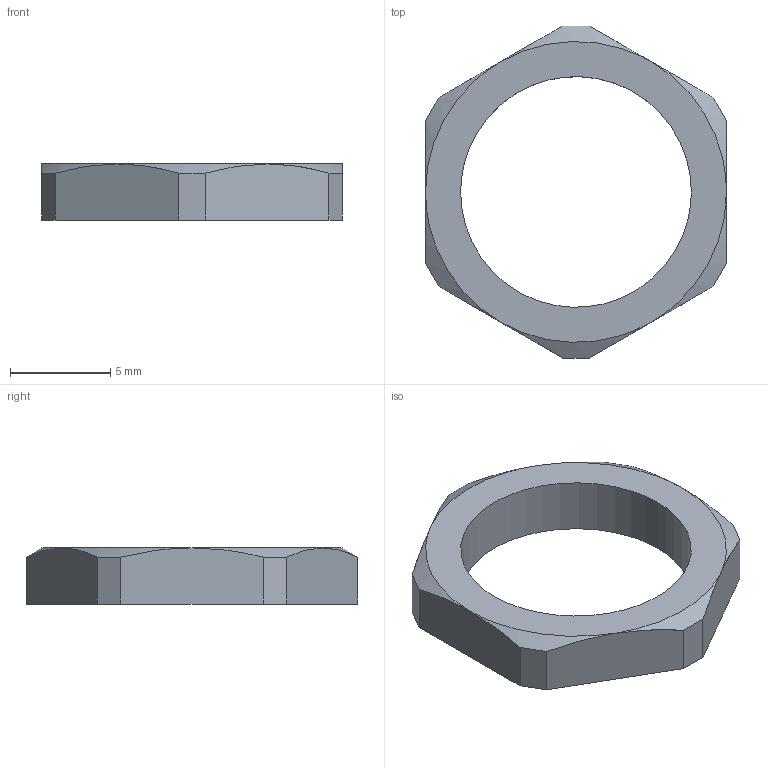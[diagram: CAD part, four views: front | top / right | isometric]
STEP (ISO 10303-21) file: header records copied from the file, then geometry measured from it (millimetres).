
FILE_DESCRIPTION(/* description */ (''),/* implementation_level */ '2;1');
FILE_NAME(/* name */ '2091070',/* time_stamp */ '2016-04-12T10:44:33+02:00',/* author */ (''),/* organization */ (''),/* preprocessor_version */ 'ST-DEVELOPER v15',/* originating_system */ '',/* authorisation */ '');
FILE_SCHEMA (('CONFIG_CONTROL_DESIGN'));
Length unit declared in the file: millimetre
Products named in the file (1): Document
Bounding box: 15 x 16.55 x 2.8 mm (x, y, z)
Surface area: 414.6 mm2 (no closed solid volume)
Topology: 0 solids, 1 shells, 22 faces, 58 edges, 34 vertices
Faces by surface type: bspline 14, plane 8
Entity records: 972 total; most frequent: CARTESIAN_POINT 550, ORIENTED_EDGE 108, EDGE_CURVE 58, B_SPLINE_CURVE_WITH_KNOTS 36, VERTEX_POINT 34, EDGE_LOOP 24, ADVANCED_FACE 22, FACE_OUTER_BOUND 22
